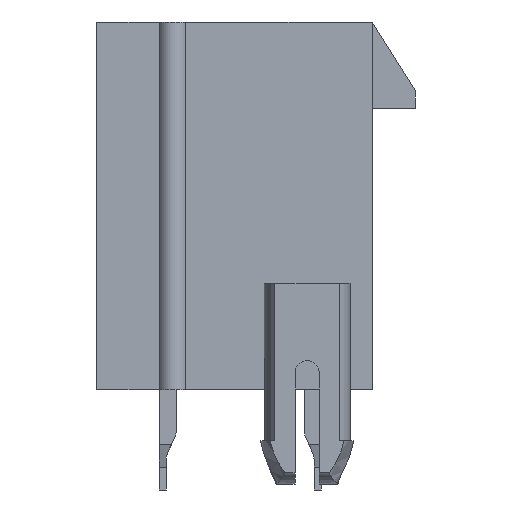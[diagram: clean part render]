
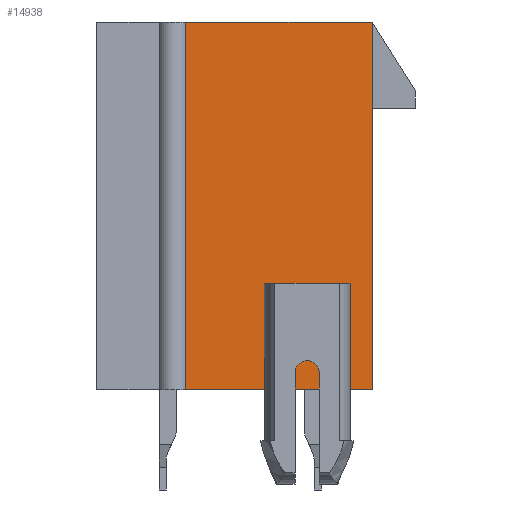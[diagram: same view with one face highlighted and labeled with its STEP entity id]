
A CAD part, left-side view. The second image highlights one B-rep face of the part: STEP entity #14938.
In plain terms, the highlighted planar face has unit normal (-1, 0, 0).
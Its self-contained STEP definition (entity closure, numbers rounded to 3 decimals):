
#661=ORIENTED_EDGE('',*,*,#5107,.T.);
#662=ORIENTED_EDGE('',*,*,#5108,.T.);
#663=ORIENTED_EDGE('',*,*,#5109,.T.);
#664=ORIENTED_EDGE('',*,*,#5110,.F.);
#665=ORIENTED_EDGE('',*,*,#5111,.F.);
#666=ORIENTED_EDGE('',*,*,#5112,.F.);
#667=ORIENTED_EDGE('',*,*,#5113,.F.);
#668=ORIENTED_EDGE('',*,*,#5114,.F.);
#5107=EDGE_CURVE('',#7318,#7319,#8733,.T.);
#5108=EDGE_CURVE('',#7319,#7320,#8734,.T.);
#5109=EDGE_CURVE('',#7320,#7321,#8735,.T.);
#5110=EDGE_CURVE('',#7318,#7321,#8736,.T.);
#5111=EDGE_CURVE('',#7322,#7323,#8737,.T.);
#5112=EDGE_CURVE('',#7324,#7322,#8738,.T.);
#5113=EDGE_CURVE('',#7325,#7324,#8739,.T.);
#5114=EDGE_CURVE('',#7323,#7325,#8740,.T.);
#7318=VERTEX_POINT('',#21086);
#7319=VERTEX_POINT('',#21087);
#7320=VERTEX_POINT('',#21089);
#7321=VERTEX_POINT('',#21091);
#7322=VERTEX_POINT('',#21094);
#7323=VERTEX_POINT('',#21095);
#7324=VERTEX_POINT('',#21097);
#7325=VERTEX_POINT('',#21099);
#8733=LINE('',#21085,#10842);
#8734=LINE('',#21088,#10843);
#8735=LINE('',#21090,#10844);
#8736=LINE('',#21092,#10845);
#8737=LINE('',#21093,#10846);
#8738=LINE('',#21096,#10847);
#8739=LINE('',#21098,#10848);
#8740=LINE('',#21100,#10849);
#10842=VECTOR('',#16997,1000.);
#10843=VECTOR('',#16998,1000.);
#10844=VECTOR('',#16999,1000.);
#10845=VECTOR('',#17000,1000.);
#10846=VECTOR('',#17001,1000.);
#10847=VECTOR('',#17002,1000.);
#10848=VECTOR('',#17003,1000.);
#10849=VECTOR('',#17004,1000.);
#12681=EDGE_LOOP('',(#661,#662,#663,#664));
#12682=EDGE_LOOP('',(#665,#666,#667,#668));
#13469=FACE_BOUND('',#12681,.T.);
#13470=FACE_BOUND('',#12682,.T.);
#14248=PLANE('',#15736);
#14938=ADVANCED_FACE('',(#13469,#13470),#14248,.T.);
#15736=AXIS2_PLACEMENT_3D('',#21084,#16995,#16996);
#16995=DIRECTION('',(-1.,0.,0.));
#16996=DIRECTION('',(0.,0.,1.));
#16997=DIRECTION('',(0.,-1.,0.));
#16998=DIRECTION('',(0.,0.,1.));
#16999=DIRECTION('',(0.,1.,0.));
#17000=DIRECTION('',(0.,0.,1.));
#17001=DIRECTION('',(0.,0.,-1.));
#17002=DIRECTION('',(0.,1.,0.));
#17003=DIRECTION('',(0.,0.,1.));
#17004=DIRECTION('',(0.,-1.,0.));
#21084=CARTESIAN_POINT('',(-21.65,0.,0.));
#21085=CARTESIAN_POINT('',(-21.65,4.8,-6.4));
#21086=CARTESIAN_POINT('',(-21.65,1.7,-6.4));
#21087=CARTESIAN_POINT('',(-21.65,-4.8,-6.4));
#21088=CARTESIAN_POINT('',(-21.65,-4.8,-6.4));
#21089=CARTESIAN_POINT('',(-21.65,-4.8,6.4));
#21090=CARTESIAN_POINT('',(-21.65,-4.8,6.4));
#21091=CARTESIAN_POINT('',(-21.65,1.7,6.4));
#21092=CARTESIAN_POINT('',(-21.65,1.7,-6.4));
#21093=CARTESIAN_POINT('',(-21.65,-1.78,-2.7));
#21094=CARTESIAN_POINT('',(-21.65,-1.78,-2.7));
#21095=CARTESIAN_POINT('',(-21.65,-1.78,-5.3));
#21096=CARTESIAN_POINT('',(-21.65,-3.28,-2.7));
#21097=CARTESIAN_POINT('',(-21.65,-3.28,-2.7));
#21098=CARTESIAN_POINT('',(-21.65,-3.28,-5.3));
#21099=CARTESIAN_POINT('',(-21.65,-3.28,-5.3));
#21100=CARTESIAN_POINT('',(-21.65,-1.78,-5.3));
